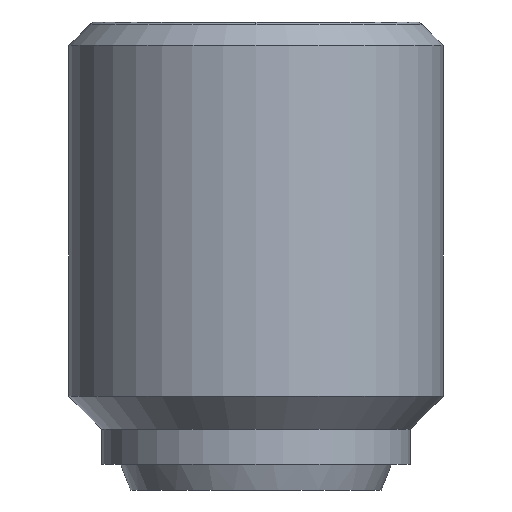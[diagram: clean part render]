
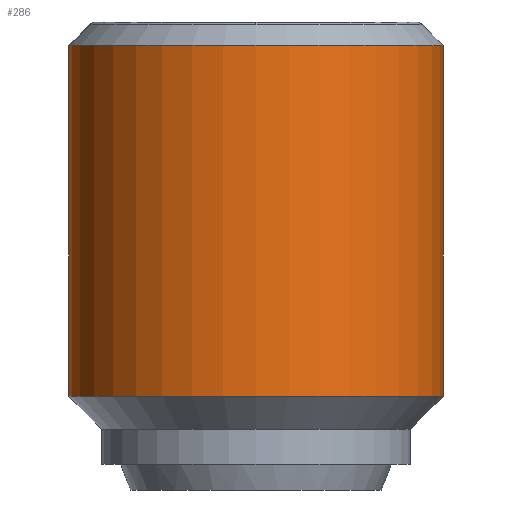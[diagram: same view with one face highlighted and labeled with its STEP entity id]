
A CAD part, front view. The second image highlights one B-rep face of the part: STEP entity #286.
In plain terms, the highlighted cylindrical face has radius 8 mm (diameter 16 mm), a partial arc.
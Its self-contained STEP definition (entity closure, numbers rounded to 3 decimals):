
#146=VERTEX_POINT('',#372);
#200=EDGE_CURVE('',#202,#146,#435,.T.);
#202=VERTEX_POINT('',#437);
#214=VERTEX_POINT('',#449);
#242=EDGE_CURVE('',#202,#214,#478,.T.);
#286=ADVANCED_FACE('',(#530),#531,.T.);
#290=EDGE_CURVE('',#146,#312,#535,.T.);
#304=EDGE_CURVE('',#312,#214,#550,.T.);
#312=VERTEX_POINT('',#558);
#372=CARTESIAN_POINT('',(-8.,0.,-1.));
#435=LINE('',#716,#717);
#437=CARTESIAN_POINT('',(-8.,0.,-16.0));
#449=CARTESIAN_POINT('',(8.,0.,-16.0));
#478=CIRCLE('',#780,8.0);
#530=FACE_OUTER_BOUND('',#843,.T.);
#531=CYLINDRICAL_SURFACE('',#844,8.0);
#535=CIRCLE('',#851,8.0);
#550=LINE('',#889,#890);
#558=CARTESIAN_POINT('',(8.,0.,-1.));
#716=CARTESIAN_POINT('',(-8.,0.,-8.5));
#717=VECTOR('',#1071,1.0);
#780=AXIS2_PLACEMENT_3D('',#1096,#1097,#1098);
#843=EDGE_LOOP('',(#1168,#1169,#1170,#1171));
#844=AXIS2_PLACEMENT_3D('',#1172,#1173,#1174);
#851=AXIS2_PLACEMENT_3D('',#1176,#1177,#1178);
#889=CARTESIAN_POINT('',(8.,0.,-8.5));
#890=VECTOR('',#1186,1.0);
#1071=DIRECTION('',(0.0,0.0,1.0));
#1096=CARTESIAN_POINT('',(0.,0.,-16.0));
#1097=DIRECTION('',(0.0,0.0,1.0));
#1098=DIRECTION('',(-1.0,0.,0.0));
#1168=ORIENTED_EDGE('',*,*,#200,.F.);
#1169=ORIENTED_EDGE('',*,*,#242,.T.);
#1170=ORIENTED_EDGE('',*,*,#304,.F.);
#1171=ORIENTED_EDGE('',*,*,#290,.F.);
#1172=CARTESIAN_POINT('',(0.,0.,-8.5));
#1173=DIRECTION('',(-0.0,-0.0,-1.0));
#1174=DIRECTION('',(-1.0,0.,0.0));
#1176=CARTESIAN_POINT('',(0.,0.,-1.));
#1177=DIRECTION('',(0.0,0.0,1.0));
#1178=DIRECTION('',(-1.0,0.,0.0));
#1186=DIRECTION('',(-0.0,-0.0,-1.0));
